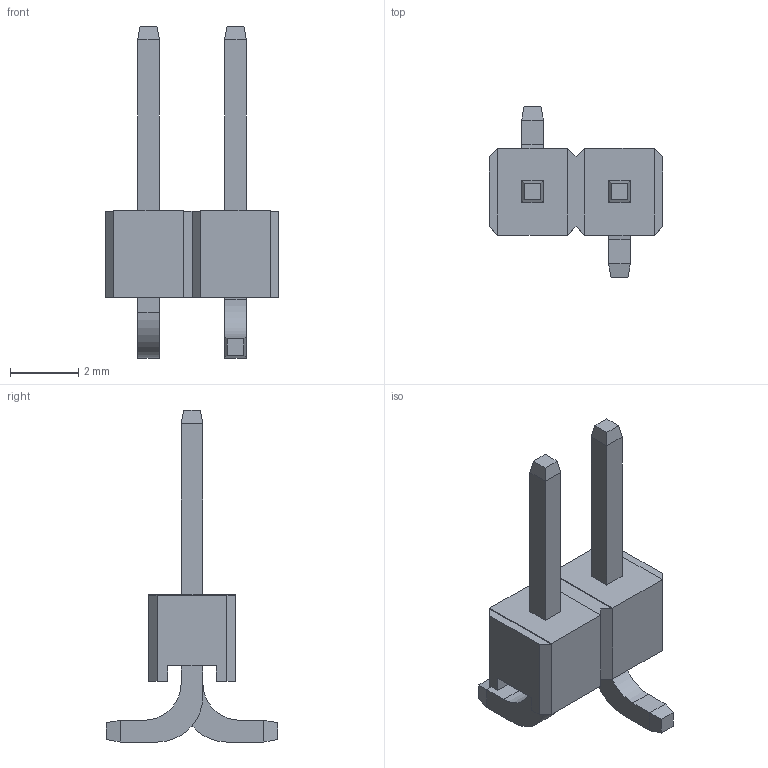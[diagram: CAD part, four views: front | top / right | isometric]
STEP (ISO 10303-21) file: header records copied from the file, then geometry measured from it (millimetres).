
FILE_DESCRIPTION(/* description */ ('Unknown'),/* implementation_level */ '2;1');
FILE_NAME(/* name */ 'Header - SMD - Vertical - 2',/* time_stamp */ '2019-03-07T18:21:03-05:00',/* author */ ('Unknown'),/* organization */ ('Unknown'),/* preprocessor_version */ 'ST-DEVELOPER v16.7',/* originating_system */ 'DEX',/* authorisation */ $);
FILE_SCHEMA (('AUTOMOTIVE_DESIGN {1 0 10303 214 3 1 1}'));
Length unit declared in the file: millimetre
Products named in the file (1): Header - SMD - Vertical - 2
Bounding box: 5.08 x 5 x 9.7 mm (x, y, z)
Volume: 36.5 mm3; surface area: 114.5 mm2
Topology: 1 solids, 21 shells, 245 faces, 573 edges, 374 vertices
Faces by surface type: plane 197, bspline 44, cylinder 4
Entity records: 9795 total; most frequent: CARTESIAN_POINT 3153, ORIENTED_EDGE 1138, DIRECTION 699, EDGE_CURVE 569, VERTEX_POINT 374, B_SPLINE_CURVE_WITH_KNOTS 282, LINE 279, VECTOR 279
